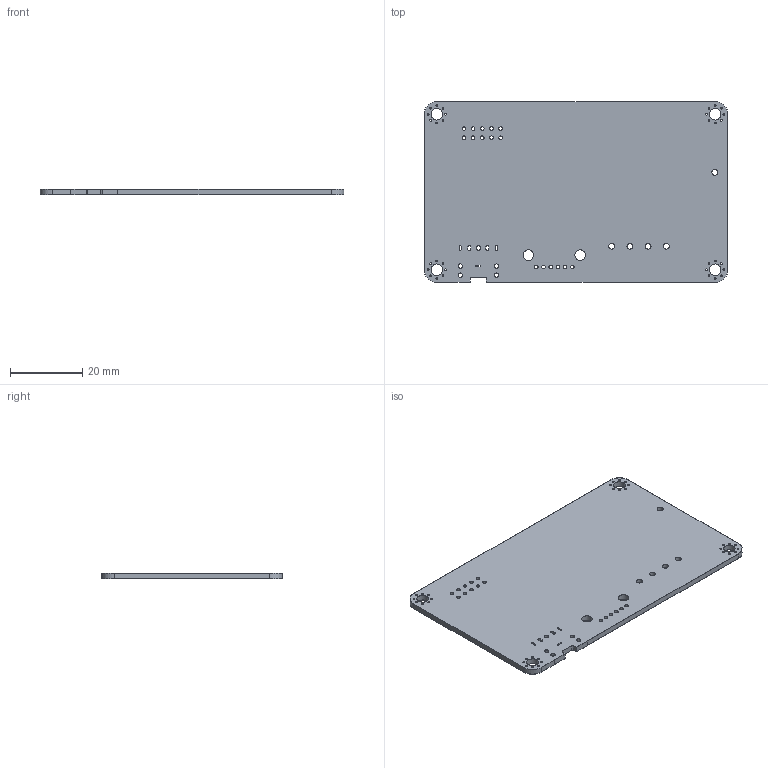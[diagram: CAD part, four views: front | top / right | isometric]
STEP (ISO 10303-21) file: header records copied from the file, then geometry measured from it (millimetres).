
FILE_DESCRIPTION(('KiCad electronic assembly'),'2;1');
FILE_NAME('Headphone_daughterboard.step','2025-04-13T20:31:57',('Pcbnew' ),('Kicad'),'Open CASCADE STEP processor 7.6', 'KiCad to STEP converter','Unknown');
FILE_SCHEMA(('AUTOMOTIVE_DESIGN { 1 0 10303 214 1 1 1 1 }'));
Length unit declared in the file: millimetre
Products named in the file (3): Headphone_daughterboard 1; Headphone_daughterboard_soldermask; Headphone_daughterboard_PCB
Assembly tree (2 placements, depth 2):
  Headphone_daughterboard 1
    Headphone_daughterboard_soldermask
    Headphone_daughterboard_PCB
Bounding box: 84 x 50 x 1.61 mm (x, y, z)
Volume: 6190.6 mm3; surface area: 17131.4 mm2
Topology: 1 solids, 3 shells, 104 faces, 524 edges, 424 vertices
Faces by surface type: cylinder 80, plane 24
Full cylindrical faces by diameter (mm): 0.5 x32, 1 x16, 1.2 x5, 1.6 x5, 2.9 x2, 3.2 x4
Entity records: 6083 total; most frequent: DIRECTION 1058, CARTESIAN_POINT 1055, ORIENTED_EDGE 824, EDGE_CURVE 524, AXIS2_PLACEMENT_3D 427, VERTEX_POINT 424, FACE_BOUND 380, EDGE_LOOP 380
